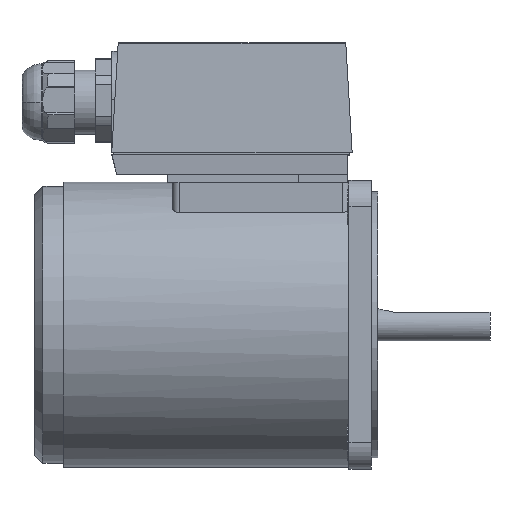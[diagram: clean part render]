
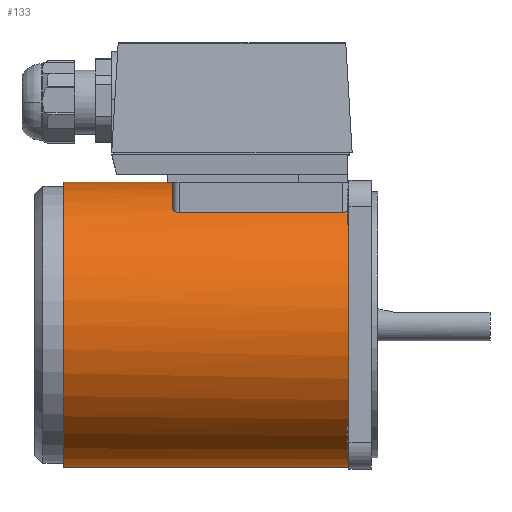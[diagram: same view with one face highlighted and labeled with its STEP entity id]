
A CAD part, top view. The second image highlights one B-rep face of the part: STEP entity #133.
In plain terms, the highlighted cylindrical face has radius 44.5 mm (diameter 89 mm), a partial arc.
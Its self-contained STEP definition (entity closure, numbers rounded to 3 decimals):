
#133 = ADVANCED_FACE( '', ( #325 ), #326, .T. );
#325 = FACE_OUTER_BOUND( '', #711, .T. );
#326 = CYLINDRICAL_SURFACE( '', #712, 44.5 );
#711 = EDGE_LOOP( '', ( #1147, #1148, #1149, #1150, #1151, #1152, #1153, #1154 ) );
#712 = AXIS2_PLACEMENT_3D( '', #1155, #1156, #1157 );
#1147 = ORIENTED_EDGE( '', *, *, #2597, .F. );
#1148 = ORIENTED_EDGE( '', *, *, #2598, .T. );
#1149 = ORIENTED_EDGE( '', *, *, #2599, .F. );
#1150 = ORIENTED_EDGE( '', *, *, #2600, .T. );
#1151 = ORIENTED_EDGE( '', *, *, #2601, .T. );
#1152 = ORIENTED_EDGE( '', *, *, #2602, .T. );
#1153 = ORIENTED_EDGE( '', *, *, #2603, .T. );
#1154 = ORIENTED_EDGE( '', *, *, #2604, .T. );
#1155 = CARTESIAN_POINT( '', ( -48., 0., 0. ) );
#1156 = DIRECTION( '', ( -1., 0., 0. ) );
#1157 = DIRECTION( '', ( 0., 1., 0. ) );
#2597 = EDGE_CURVE( '', #3104, #3105, #3106, .T. );
#2598 = EDGE_CURVE( '', #3104, #3107, #3108, .T. );
#2599 = EDGE_CURVE( '', #3109, #3107, #3110, .T. );
#2600 = EDGE_CURVE( '', #3109, #3111, #3112, .T. );
#2601 = EDGE_CURVE( '', #3111, #3113, #3114, .T. );
#2602 = EDGE_CURVE( '', #3113, #3115, #3116, .T. );
#2603 = EDGE_CURVE( '', #3115, #3117, #3118, .T. );
#2604 = EDGE_CURVE( '', #3117, #3105, #3119, .T. );
#3104 = VERTEX_POINT( '', #3901 );
#3105 = VERTEX_POINT( '', #3902 );
#3106 = LINE( '', #3903, #3904 );
#3107 = VERTEX_POINT( '', #3905 );
#3108 = CIRCLE( '', #3906, 44.5 );
#3109 = VERTEX_POINT( '', #3907 );
#3110 = LINE( '', #3908, #3909 );
#3111 = VERTEX_POINT( '', #3910 );
#3112 = CIRCLE( '', #3911, 44.5 );
#3113 = VERTEX_POINT( '', #3912 );
#3114 = B_SPLINE_CURVE_WITH_KNOTS( '', 3, ( #3913, #3914, #3915, #3916, #3917, #3918, #3919, #3920, #3921, #3922, #3923, #3924, #3925, #3926, #3927, #3928, #3929, #3930 ), .UNSPECIFIED., .F., .F., ( 4, 2, 2, 2, 2, 2, 2, 2, 4 ), ( -3.389, -2.916, -2.444, -1.971, -1.499, -1.124, -0.749, -0.375, 0. ), .UNSPECIFIED. );
#3115 = VERTEX_POINT( '', #3931 );
#3116 = LINE( '', #3932, #3933 );
#3117 = VERTEX_POINT( '', #3934 );
#3118 = B_SPLINE_CURVE_WITH_KNOTS( '', 3, ( #3935, #3936, #3937, #3938, #3939, #3940, #3941, #3942, #3943, #3944, #3945, #3946, #3947, #3948, #3949, #3950, #3951, #3952 ), .UNSPECIFIED., .F., .F., ( 4, 2, 2, 2, 2, 2, 2, 2, 4 ), ( 0., 0.375, 0.749, 1.124, 1.499, 1.971, 2.444, 2.916, 3.389 ), .UNSPECIFIED. );
#3119 = CIRCLE( '', #3953, 44.5 );
#3901 = CARTESIAN_POINT( '', ( -96., 44.5, 0. ) );
#3902 = CARTESIAN_POINT( '', ( -62., 44.5, 0. ) );
#3903 = CARTESIAN_POINT( '', ( -48., 44.5, 0. ) );
#3904 = VECTOR( '', #5310, 1. );
#3905 = CARTESIAN_POINT( '', ( -96., -44.5, 0. ) );
#3906 = AXIS2_PLACEMENT_3D( '', #5311, #5312, #5313 );
#3907 = CARTESIAN_POINT( '', ( -7., -44.5, 0. ) );
#3908 = CARTESIAN_POINT( '', ( -48., -44.5, 0. ) );
#3909 = VECTOR( '', #5314, 1. );
#3910 = CARTESIAN_POINT( '', ( -7., 36.469, 25.5 ) );
#3911 = AXIS2_PLACEMENT_3D( '', #5315, #5316, #5317 );
#3912 = CARTESIAN_POINT( '', ( -9., 34.986, 27.5 ) );
#3913 = CARTESIAN_POINT( '', ( -7., 36.469, 25.5 ) );
#3914 = CARTESIAN_POINT( '', ( -7., 36.379, 25.629 ) );
#3915 = CARTESIAN_POINT( '', ( -7.013, 36.284, 25.763 ) );
#3916 = CARTESIAN_POINT( '', ( -7.067, 36.094, 26.029 ) );
#3917 = CARTESIAN_POINT( '', ( -7.108, 35.997, 26.162 ) );
#3918 = CARTESIAN_POINT( '', ( -7.218, 35.81, 26.419 ) );
#3919 = CARTESIAN_POINT( '', ( -7.287, 35.718, 26.542 ) );
#3920 = CARTESIAN_POINT( '', ( -7.45, 35.546, 26.772 ) );
#3921 = CARTESIAN_POINT( '', ( -7.544, 35.465, 26.879 ) );
#3922 = CARTESIAN_POINT( '', ( -7.729, 35.336, 27.048 ) );
#3923 = CARTESIAN_POINT( '', ( -7.822, 35.28, 27.121 ) );
#3924 = CARTESIAN_POINT( '', ( -8.026, 35.18, 27.251 ) );
#3925 = CARTESIAN_POINT( '', ( -8.137, 35.135, 27.309 ) );
#3926 = CARTESIAN_POINT( '', ( -8.372, 35.062, 27.403 ) );
#3927 = CARTESIAN_POINT( '', ( -8.496, 35.033, 27.44 ) );
#3928 = CARTESIAN_POINT( '', ( -8.747, 34.995, 27.488 ) );
#3929 = CARTESIAN_POINT( '', ( -8.875, 34.986, 27.5 ) );
#3930 = CARTESIAN_POINT( '', ( -9., 34.986, 27.5 ) );
#3931 = CARTESIAN_POINT( '', ( -60., 34.986, 27.5 ) );
#3932 = CARTESIAN_POINT( '', ( -34.5, 34.986, 27.5 ) );
#3933 = VECTOR( '', #5318, 1. );
#3934 = CARTESIAN_POINT( '', ( -62., 36.469, 25.5 ) );
#3935 = CARTESIAN_POINT( '', ( -60., 34.986, 27.5 ) );
#3936 = CARTESIAN_POINT( '', ( -60.125, 34.986, 27.5 ) );
#3937 = CARTESIAN_POINT( '', ( -60.253, 34.995, 27.488 ) );
#3938 = CARTESIAN_POINT( '', ( -60.504, 35.033, 27.44 ) );
#3939 = CARTESIAN_POINT( '', ( -60.628, 35.062, 27.403 ) );
#3940 = CARTESIAN_POINT( '', ( -60.863, 35.135, 27.309 ) );
#3941 = CARTESIAN_POINT( '', ( -60.974, 35.18, 27.251 ) );
#3942 = CARTESIAN_POINT( '', ( -61.178, 35.28, 27.121 ) );
#3943 = CARTESIAN_POINT( '', ( -61.271, 35.336, 27.048 ) );
#3944 = CARTESIAN_POINT( '', ( -61.456, 35.465, 26.879 ) );
#3945 = CARTESIAN_POINT( '', ( -61.55, 35.546, 26.772 ) );
#3946 = CARTESIAN_POINT( '', ( -61.713, 35.718, 26.542 ) );
#3947 = CARTESIAN_POINT( '', ( -61.782, 35.81, 26.419 ) );
#3948 = CARTESIAN_POINT( '', ( -61.892, 35.997, 26.162 ) );
#3949 = CARTESIAN_POINT( '', ( -61.933, 36.094, 26.029 ) );
#3950 = CARTESIAN_POINT( '', ( -61.987, 36.284, 25.763 ) );
#3951 = CARTESIAN_POINT( '', ( -62., 36.379, 25.629 ) );
#3952 = CARTESIAN_POINT( '', ( -62., 36.469, 25.5 ) );
#3953 = AXIS2_PLACEMENT_3D( '', #5319, #5320, #5321 );
#5310 = DIRECTION( '', ( 1., 0., 0. ) );
#5311 = CARTESIAN_POINT( '', ( -96., 0., 0. ) );
#5312 = DIRECTION( '', ( 1., 0., 0. ) );
#5313 = DIRECTION( '', ( 0., 1., 0. ) );
#5314 = DIRECTION( '', ( -1., 0., 0. ) );
#5315 = CARTESIAN_POINT( '', ( -7., 0., 0. ) );
#5316 = DIRECTION( '', ( -1., 0., 0. ) );
#5317 = DIRECTION( '', ( 0., 1., 0. ) );
#5318 = DIRECTION( '', ( -1., 0., 0. ) );
#5319 = CARTESIAN_POINT( '', ( -62., 0., 0. ) );
#5320 = DIRECTION( '', ( -1., 0., 0. ) );
#5321 = DIRECTION( '', ( 0., 1., 0. ) );
